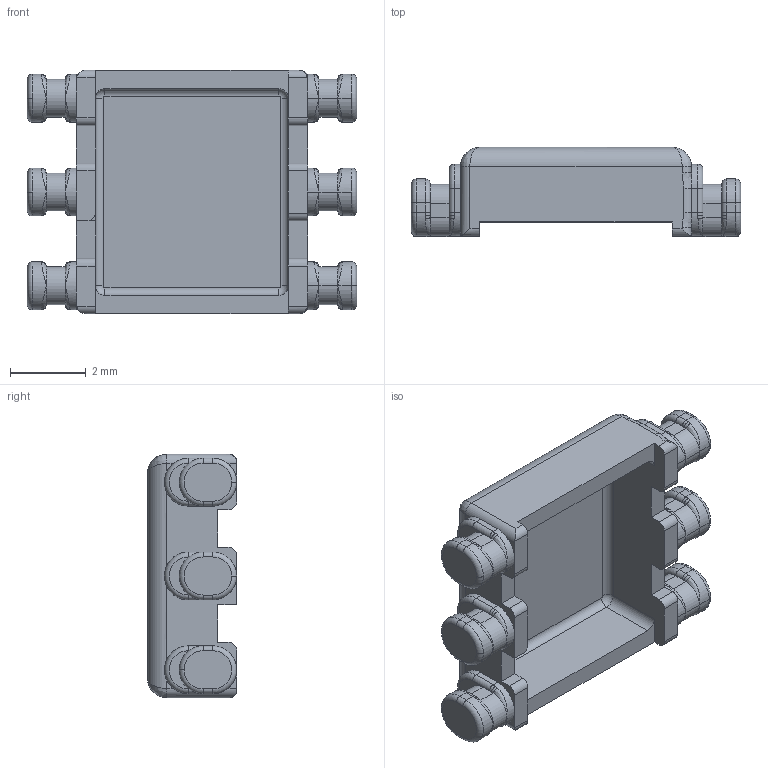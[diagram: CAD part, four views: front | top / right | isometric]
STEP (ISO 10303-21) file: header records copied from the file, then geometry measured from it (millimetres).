
FILE_DESCRIPTION (( 'STEP AP214' ), '1' );
FILE_NAME ('TOR_0528.STEP', '2019-02-01T14:58:11', ( '' ), ( '' ), 'SwSTEP 2.0', 'SolidWorks 2017', '' );
FILE_SCHEMA (( 'AUTOMOTIVE_DESIGN' ));
Length unit declared in the file: millimetre
Products named in the file (2): 250-0528_6B; TOR_0528
Assembly tree (1 placements, depth 2):
  TOR_0528
    250-0528_6B
Bounding box: 8.72 x 2.36 x 6.45 mm (x, y, z)
Volume: 41.8 mm3; surface area: 200.3 mm2
Topology: 1 solids, 1 shells, 347 faces, 867 edges, 494 vertices
Faces by surface type: cylinder 123, plane 103, torus 64, bspline 57
Entity records: 10902 total; most frequent: CARTESIAN_POINT 2845, DIRECTION 1760, ORIENTED_EDGE 1678, EDGE_CURVE 839, AXIS2_PLACEMENT_3D 694, VERTEX_POINT 494, CIRCLE 400, VECTOR 372
